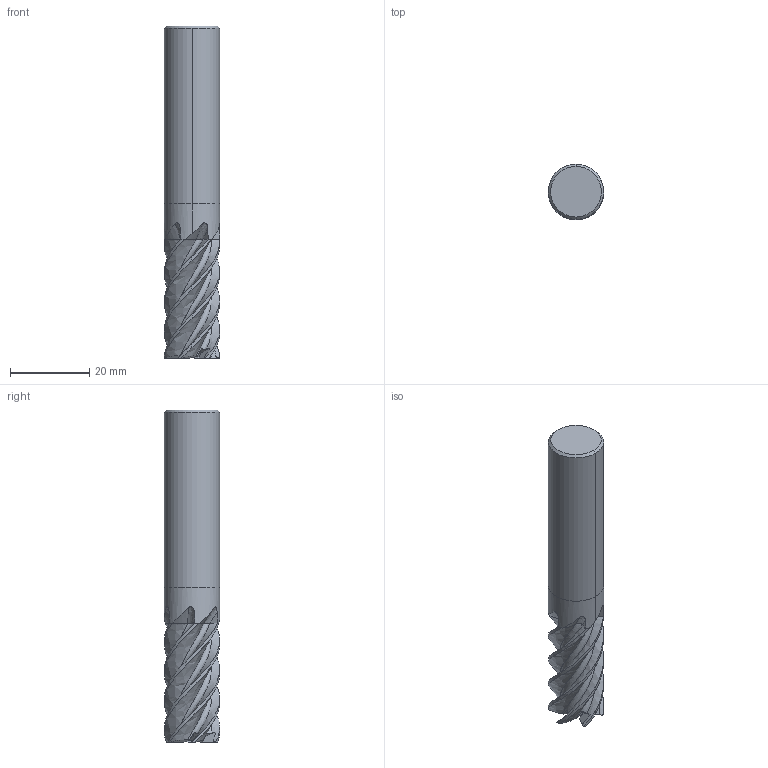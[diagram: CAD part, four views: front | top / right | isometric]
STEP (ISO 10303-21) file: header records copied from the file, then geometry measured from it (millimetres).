
FILE_DESCRIPTION(('no description'),'unknown implementation level');
FILE_NAME('K201523-14X30-Detail.stp',' ',('CIMSOURCE GmbH'),('CADClick - KiM GmbH - www.kimweb.de'),'unknown preprocess','ACIS','unknown authorization');
FILE_SCHEMA(('automotive_design'));
Length unit declared in the file: millimetre
Products named in the file (2): NOCUT; CUT
Bounding box: 14 x 14 x 84 mm (x, y, z)
Volume: 10862.4 mm3; surface area: 5915.9 mm2
Topology: 2 solids, 2 shells, 168 faces, 482 edges, 318 vertices
Faces by surface type: plane 70, bspline 48, revolution 24, cone 18, cylinder 8
Entity records: 28633 total; most frequent: CARTESIAN_POINT 19266, STYLED_ITEM 970, PRESENTATION_STYLE_ASSIGNMENT 970, COLOUR_RGB 970, ORIENTED_EDGE 964, DIRECTION 652, EDGE_CURVE 482, CURVE_STYLE 482
